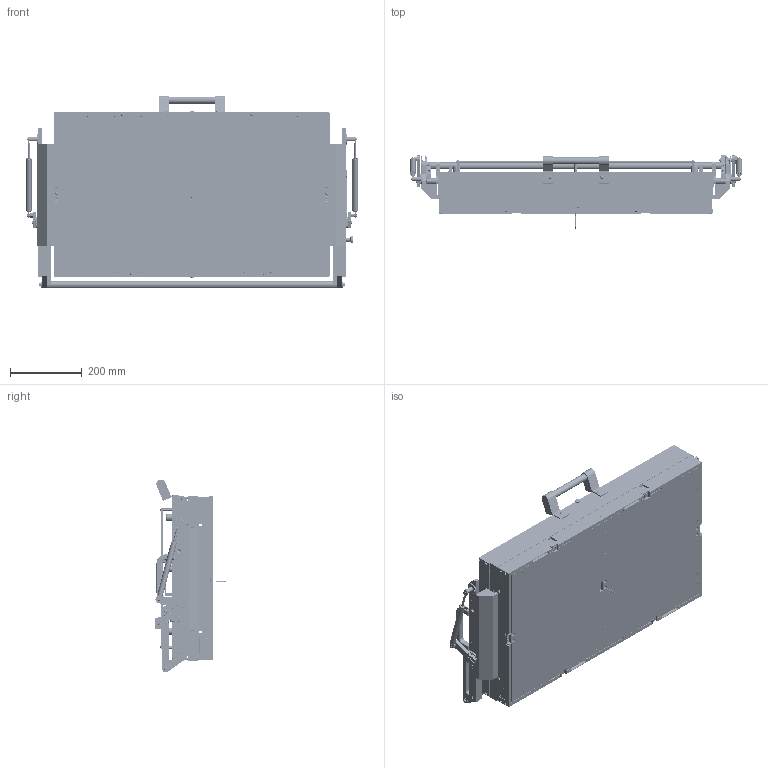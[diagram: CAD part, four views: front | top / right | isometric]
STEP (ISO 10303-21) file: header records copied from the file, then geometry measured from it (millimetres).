
FILE_DESCRIPTION (( 'STEP AP214' ), '1' );
FILE_NAME ('25522~0.STEP', '2020-06-25T07:07:20', ( '' ), ( '' ), 'SwSTEP 2.0', 'SolidWorks 2018', '' );
FILE_SCHEMA (( 'AUTOMOTIVE_DESIGN' ));
Length unit declared in the file: millimetre
Products named in the file (108): 16004~8; 18406~1; 17492~2; DIN912~n_M05,0x040; KS-113-Master~-k-s_KS-113 23; 17373~1; 33535-KIT~0_KUNDE<Standard>; 24499~0; DIN914~n_M05,0x10; 14712~1; DIN6325~n_04,0m6x010; 14710~2; 17382~1; 1607~1; 2512_1~0; 2502_2~0; 17372~0; 54920~0_S; 1581~0; 2512_2~0; 1571~2; DIN6325~n_04,0m6x008; ISO7380~n_M05,0x008; 18782_1~0; 2833~0_d 5; 54911~1; 11881~0; 3291~0; 14711~4; 18780~0; 3917~3_M 3 A; 22125~0; 33536~1_S; 22111~0; 17976~4; 22126~0; 16094~0; 43014~1; 9991~0_flexibel<Standard>; 2806~1 ...
Assembly tree (314 placements, depth 4):
  25522~0
    33535-KIT~0_KUNDE<Standard>
      24495~2
      26020~1_S
        50283~0_S
        50284~0_S
      13852~3  x3
      17492~2  x3
      24496~1_KUNDE<Standard>
      2196~6  x3
      8366~0_KUNDE<Standard>
      1571~2  x4
      16004~8
      14667~2
      14710~2  x2
      14711~4  x2
      14712~1  x2
      14683~0
      22111~0
        KS-113-Master~-k-s_KS-113 23
        GKS-414-0007~-g-k-s_S
        2806~1
        3917~3_M 3 A
        5015~0
        ISO7380~n_M02,5x006
        11880~0
        11881~0
      11224~0
      18174~2
      18175~1
      ISO7380~n_M03,0x005  x12
      DIN7991~n_M03,0x020  x4
      DIN7991~n_M04,0x008  x12
      ISO7380~n_M04,0x010  x6
      DIN912~n_M04,0x012  x23
      DIN7991~n_M04,0x016  x6
      DIN6325~n_03,0m6x020  x7
      DIN6325~n_04,0m6x008  x4
      DIN6325~n_04,0m6x010  x2
      DIN6325~n_04,0m6x012  x2
      KS-113-Master~-k-s_KS-113 23
      SKS-415-0059~-s-k-s_S
    22108~2_unten<Standard>
      17975~4
      17976~4
      22128~0
      17978~0
      17977~0
      17379~1  x2
      43014~1  x2
      17385~1  x2
      18407~2  x2
      17373~1  x2
      17377~1  x2
      18680~0  x2
      17374~0  x2
      17372~0  x2
      17382~1  x2
      22125~0
      22126~0
Bounding box: 927.9 x 206.5 x 538.7 mm (x, y, z)
Volume: 15947966.7 mm3; surface area: 5320725.3 mm2
Topology: 329 solids, 331 shells, 10053 faces, 24697 edges, 15812 vertices
Faces by surface type: cylinder 5099, plane 3228, cone 1306, torus 168, bspline 155, sphere 97
Entity records: 176624 total; most frequent: CARTESIAN_POINT 35377, DIRECTION 27022, ORIENTED_EDGE 23634, EDGE_CURVE 11918, AXIS2_PLACEMENT_3D 10472, VERTEX_POINT 7771, EDGE_LOOP 6089, LINE 6078
